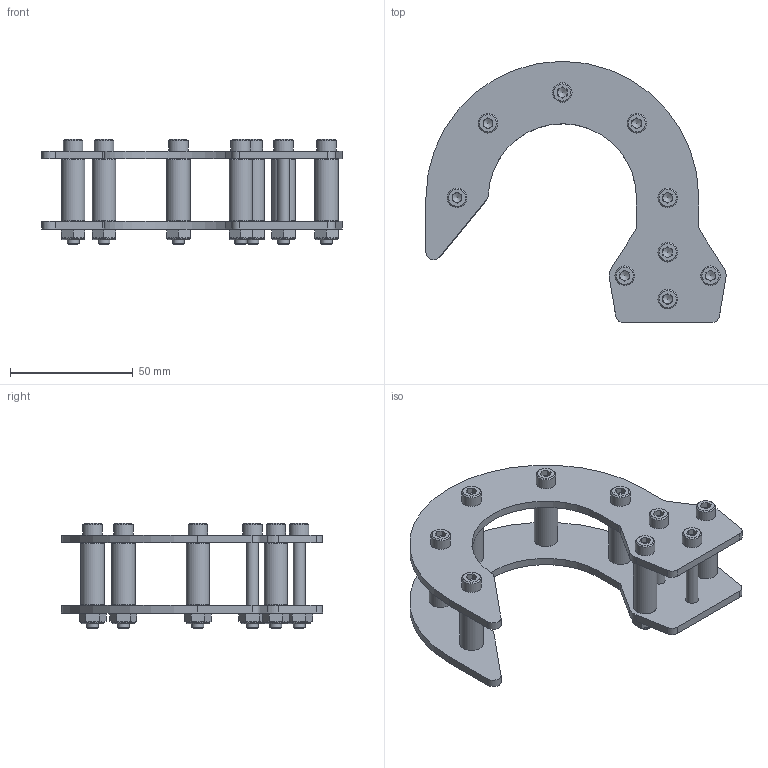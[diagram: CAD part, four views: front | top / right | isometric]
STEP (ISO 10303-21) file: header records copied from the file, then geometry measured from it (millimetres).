
FILE_DESCRIPTION (( 'STEP AP214' ), '1' );
FILE_NAME ('am-4660 Climber in a Box Hook Kit.STEP', '2021-12-06T16:28:07', ( '' ), ( '' ), 'SwSTEP 2.0', 'SolidWorks 2021', '' );
FILE_SCHEMA (( 'AUTOMOTIVE_DESIGN' ));
Length unit declared in the file: inch
Products named in the file (5): am-4660 Climber in a Box Hook Kit; am-3876 1000long .192ID Aluminum Spacer; 10-32 Nylock Jam Nut_90633A411; 10-32x1500_shcs_HX-SHCS 0.19-32x1.375x1-C; am-4654 Climber In A Box Hook Plate
Assembly tree (27 placements, depth 2):
  am-4660 Climber in a Box Hook Kit
    am-4654 Climber In A Box Hook Plate  x2
    am-3876 1000long .192ID Aluminum Spacer  x7
    10-32 Nylock Jam Nut_90633A411  x9
    10-32x1500_shcs_HX-SHCS 0.19-32x1.375x1-C  x9
Bounding box: 122.24 x 106.36 x 42.93 mm (x, y, z)
Volume: 54584.9 mm3; surface area: 46728.5 mm2
Topology: 36 solids, 36 shells, 791 faces, 1796 edges, 1104 vertices
Faces by surface type: cone 289, plane 279, cylinder 187, torus 36
Full cylindrical faces by diameter (mm): 4.091 x9, 4.178 x27, 4.826 x45, 4.877 x7, 5.105 x18, 6.08 x9, 7.937 x9, 9.525 x7
Entity records: 3991 total; most frequent: CARTESIAN_POINT 1226, DIRECTION 545, ORIENTED_EDGE 422, AXIS2_PLACEMENT_3D 239, EDGE_CURVE 211, EDGE_LOOP 181, VERTEX_POINT 152, FACE_OUTER_BOUND 139
